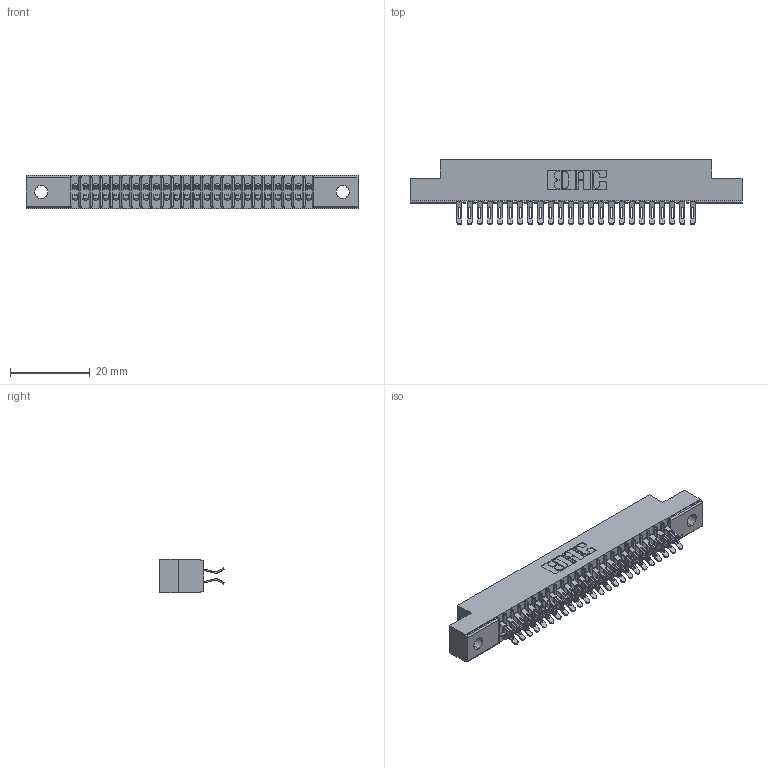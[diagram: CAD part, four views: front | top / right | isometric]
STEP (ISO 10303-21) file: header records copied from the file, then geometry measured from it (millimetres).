
FILE_DESCRIPTION (( 'STEP AP203' ), '1' );
FILE_NAME ('391-048-555-202.STEP', '2018-08-09T04:24:43', ( '' ), ( '' ), 'SwSTEP 2.0', 'SolidWorks 2016', '' );
FILE_SCHEMA (( 'CONFIG_CONTROL_DESIGN' ));
Length unit declared in the file: inch
Products named in the file (3): 341 Part_.128 (3.25) Dia Mounting Holes; 341-292-001_341-292-155; 391-048-555-202
Assembly tree (49 placements, depth 2):
  391-048-555-202
    341 Part_.128 (3.25) Dia Mounting Holes
    341-292-001_341-292-155  x48
Bounding box: 83.19 x 16.31 x 8.38 mm (x, y, z)
Volume: 4751.2 mm3; surface area: 10153.3 mm2
Topology: 49 solids, 49 shells, 3860 faces, 11524 edges, 7502 vertices
Faces by surface type: plane 2084, cylinder 1680, sphere 50, torus 46
Entity records: 31915 total; most frequent: CARTESIAN_POINT 5322, ORIENTED_EDGE 5276, DIRECTION 5168, EDGE_CURVE 2638, LINE 2096, VECTOR 2096, VERTEX_POINT 1674, AXIS2_PLACEMENT_3D 1536
